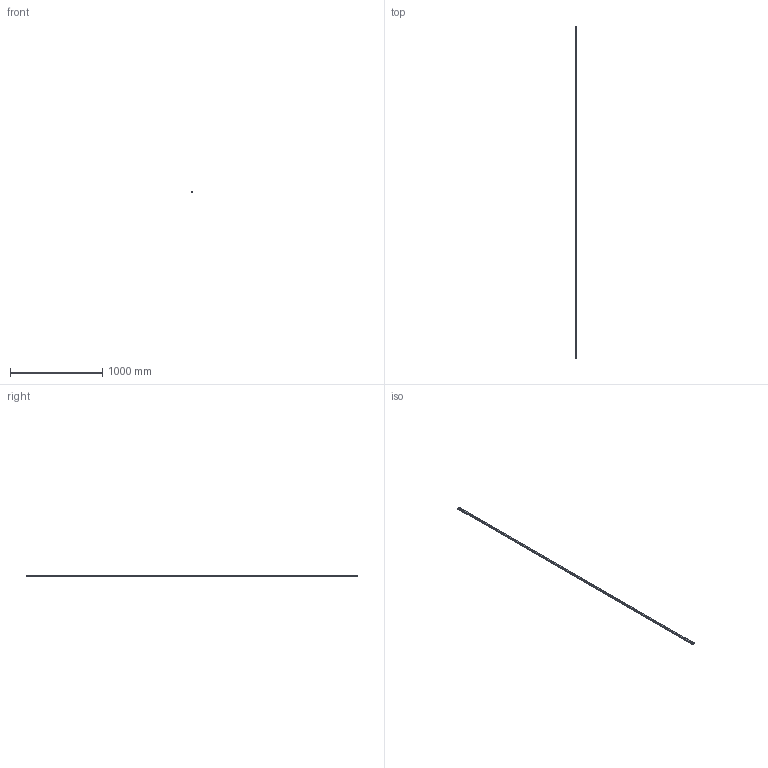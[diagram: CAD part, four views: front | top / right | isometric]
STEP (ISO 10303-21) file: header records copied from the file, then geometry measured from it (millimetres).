
FILE_DESCRIPTION(('STEP AP214'),'1');
FILE_NAME('cctmp_88793051-77E6-4FBF-B7D6-EB7EA6FBBC1F_2021_02_04_11_04_59_0131..stp','2021-02-04T10:04:59',('HIWIN GmbH'),('CADClick - www.CADClick.com'),'Spatial InterOp 3D',' ','unknown authorization');
FILE_SCHEMA(('AUTOMOTIVE_DESIGN'));
Length unit declared in the file: millimetre
Products named in the file (1): EGR20R3600C_FILE
Bounding box: 20 x 3600 x 15.5 mm (x, y, z)
Volume: 966069.6 mm3; surface area: 287737.7 mm2
Topology: 1 solids, 1 shells, 823 faces, 1851 edges, 1154 vertices
Faces by surface type: plane 445, cylinder 378
Entity records: 29709 total; most frequent: DIRECTION 4495, CARTESIAN_POINT 3829, ORIENTED_EDGE 3702, EDGE_CURVE 1851, AXIS2_PLACEMENT_3D 1820, VERTEX_POINT 1154, EDGE_LOOP 947, LINE 855
